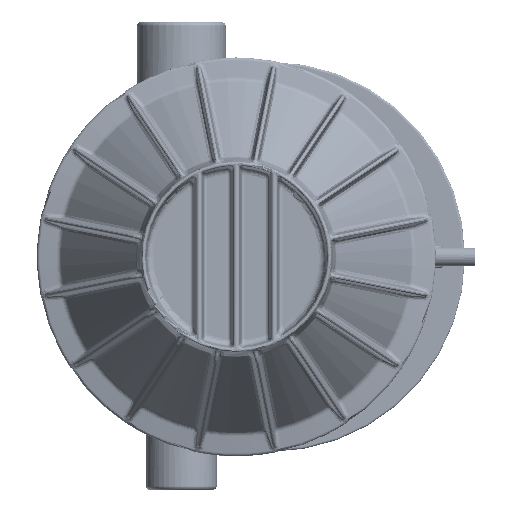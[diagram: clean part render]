
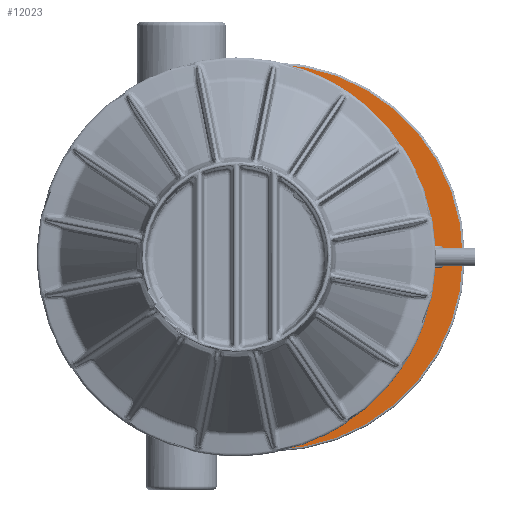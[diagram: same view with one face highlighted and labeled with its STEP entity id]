
A CAD part, front view. The second image highlights one B-rep face of the part: STEP entity #12023.
In plain terms, the highlighted planar face has unit normal (0, -1, 0).
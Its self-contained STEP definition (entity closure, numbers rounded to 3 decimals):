
#7030=FACE_BOUND('',#22596,.T.);
#7031=FACE_BOUND('',#22597,.T.);
#8625=CIRCLE('',#78069,435.);
#8626=CIRCLE('',#78070,320.);
#12023=ADVANCED_FACE('',(#7030,#7031),#15678,.F.);
#15678=PLANE('',#78071);
#22596=EDGE_LOOP('',(#37049));
#22597=EDGE_LOOP('',(#37050));
#37049=ORIENTED_EDGE('',*,*,#61365,.T.);
#37050=ORIENTED_EDGE('',*,*,#61366,.T.);
#53104=VERTEX_POINT('',#123643);
#53105=VERTEX_POINT('',#123645);
#61365=EDGE_CURVE('',#53104,#53104,#8625,.T.);
#61366=EDGE_CURVE('',#53105,#53105,#8626,.T.);
#78069=AXIS2_PLACEMENT_3D('',#123642,#88549,#88550);
#78070=AXIS2_PLACEMENT_3D('',#123644,#88551,#88552);
#78071=AXIS2_PLACEMENT_3D('',#123646,#88553,#88554);
#88549=DIRECTION('',(0.,-1.,0.));
#88550=DIRECTION('',(0.,0.,1.));
#88551=DIRECTION('',(0.,1.,0.));
#88552=DIRECTION('',(0.,0.,1.));
#88553=DIRECTION('',(0.,1.,0.));
#88554=DIRECTION('',(0.,0.,1.));
#123642=CARTESIAN_POINT('',(0.,430.,0.));
#123643=CARTESIAN_POINT('',(0.,430.,435.));
#123644=CARTESIAN_POINT('',(0.,430.,0.));
#123645=CARTESIAN_POINT('',(0.,430.,320.));
#123646=CARTESIAN_POINT('',(-430.,430.,0.));
